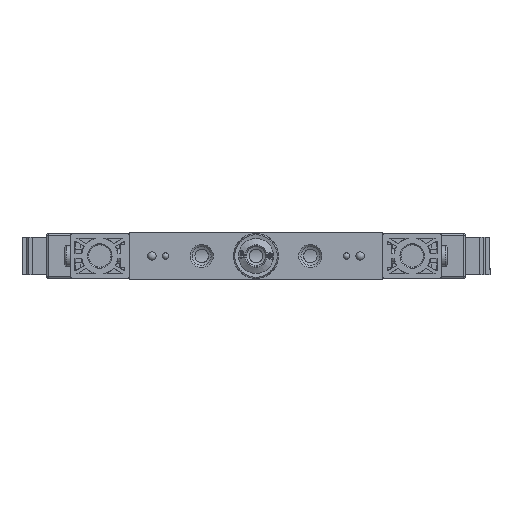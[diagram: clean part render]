
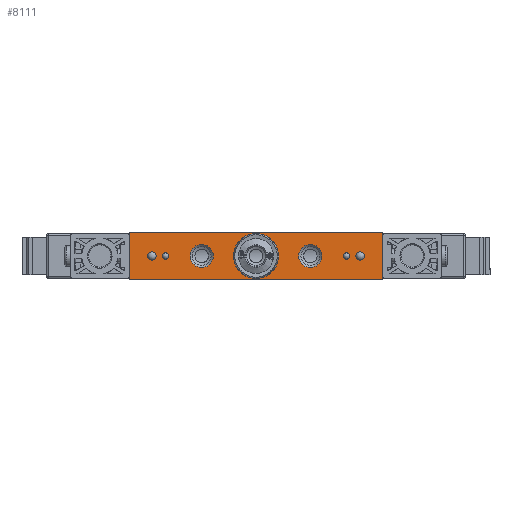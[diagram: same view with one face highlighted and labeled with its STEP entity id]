
A CAD part, front view. The second image highlights one B-rep face of the part: STEP entity #8111.
In plain terms, the highlighted planar face has unit normal (0, -1, 0).
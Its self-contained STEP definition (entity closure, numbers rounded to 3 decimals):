
#8111 = ADVANCED_FACE( '', ( #16656, #16657, #16658, #16659, #16660, #16661, #16662, #16663 ), #16664, .F. );
#16656 = FACE_BOUND( '', #26794, .T. );
#16657 = FACE_BOUND( '', #26795, .T. );
#16658 = FACE_BOUND( '', #26796, .T. );
#16659 = FACE_BOUND( '', #26797, .T. );
#16660 = FACE_BOUND( '', #26798, .T. );
#16661 = FACE_BOUND( '', #26799, .T. );
#16662 = FACE_BOUND( '', #26800, .T. );
#16663 = FACE_OUTER_BOUND( '', #26801, .T. );
#16664 = PLANE( '', #26802 );
#26794 = EDGE_LOOP( '', ( #34101 ) );
#26795 = EDGE_LOOP( '', ( #34102 ) );
#26796 = EDGE_LOOP( '', ( #34103 ) );
#26797 = EDGE_LOOP( '', ( #34104 ) );
#26798 = EDGE_LOOP( '', ( #34105 ) );
#26799 = EDGE_LOOP( '', ( #34106 ) );
#26800 = EDGE_LOOP( '', ( #34107 ) );
#26801 = EDGE_LOOP( '', ( #34108, #34109, #34110, #34111 ) );
#26802 = AXIS2_PLACEMENT_3D( '', #34112, #34113, #34114 );
#34101 = ORIENTED_EDGE( '', *, *, #40912, .T. );
#34102 = ORIENTED_EDGE( '', *, *, #40672, .T. );
#34103 = ORIENTED_EDGE( '', *, *, #40853, .T. );
#34104 = ORIENTED_EDGE( '', *, *, #40866, .T. );
#34105 = ORIENTED_EDGE( '', *, *, #40871, .T. );
#34106 = ORIENTED_EDGE( '', *, *, #40898, .T. );
#34107 = ORIENTED_EDGE( '', *, *, #40896, .T. );
#34108 = ORIENTED_EDGE( '', *, *, #40729, .T. );
#34109 = ORIENTED_EDGE( '', *, *, #40693, .F. );
#34110 = ORIENTED_EDGE( '', *, *, #40764, .F. );
#34111 = ORIENTED_EDGE( '', *, *, #40700, .T. );
#34112 = CARTESIAN_POINT( '', ( -28., -15., 5.25 ) );
#34113 = DIRECTION( '', ( 0., 1., 0. ) );
#34114 = DIRECTION( '', ( -1., 0., 0. ) );
#40672 = EDGE_CURVE( '', #52450, #52450, #52451, .T. );
#40693 = EDGE_CURVE( '', #52489, #52491, #52492, .T. );
#40700 = EDGE_CURVE( '', #52500, #52502, #52504, .T. );
#40729 = EDGE_CURVE( '', #52502, #52491, #52557, .T. );
#40764 = EDGE_CURVE( '', #52500, #52489, #52619, .T. );
#40853 = EDGE_CURVE( '', #52758, #52758, #52759, .T. );
#40866 = EDGE_CURVE( '', #52778, #52778, #52779, .T. );
#40871 = EDGE_CURVE( '', #52788, #52788, #52789, .T. );
#40896 = EDGE_CURVE( '', #52830, #52830, #52831, .T. );
#40898 = EDGE_CURVE( '', #52834, #52834, #52835, .T. );
#40912 = EDGE_CURVE( '', #52860, #52860, #52861, .T. );
#52450 = VERTEX_POINT( '', #58556 );
#52451 = CIRCLE( '', #58557, 0.925 );
#52489 = VERTEX_POINT( '', #58890 );
#52491 = VERTEX_POINT( '', #58893 );
#52492 = LINE( '', #58894, #58895 );
#52500 = VERTEX_POINT( '', #58904 );
#52502 = VERTEX_POINT( '', #58907 );
#52504 = LINE( '', #58910, #58911 );
#52557 = LINE( '', #58997, #58998 );
#52619 = LINE( '', #59168, #59169 );
#52758 = VERTEX_POINT( '', #59458 );
#52759 = CIRCLE( '', #59459, 0.925 );
#52778 = VERTEX_POINT( '', #59524 );
#52779 = CIRCLE( '', #59525, 0.7 );
#52788 = VERTEX_POINT( '', #59534 );
#52789 = CIRCLE( '', #59535, 0.7 );
#52830 = VERTEX_POINT( '', #59807 );
#52831 = CIRCLE( '', #59808, 2.567 );
#52834 = VERTEX_POINT( '', #59811 );
#52835 = CIRCLE( '', #59812, 2.567 );
#52860 = VERTEX_POINT( '', #59839 );
#52861 = CIRCLE( '', #59840, 4.682 );
#58556 = CARTESIAN_POINT( '', ( -22.075, -15., 0. ) );
#58557 = AXIS2_PLACEMENT_3D( '', #61165, #61166, #61167 );
#58890 = CARTESIAN_POINT( '', ( 28., -15., 5.25 ) );
#58893 = CARTESIAN_POINT( '', ( 28., -15., -5.25 ) );
#58894 = CARTESIAN_POINT( '', ( 28., -15., 5.25 ) );
#58895 = VECTOR( '', #61205, 1000. );
#58904 = CARTESIAN_POINT( '', ( -28., -15., 5.25 ) );
#58907 = CARTESIAN_POINT( '', ( -28., -15., -5.25 ) );
#58910 = CARTESIAN_POINT( '', ( -28., -15., 5.25 ) );
#58911 = VECTOR( '', #61218, 1000. );
#58997 = CARTESIAN_POINT( '', ( -28., -15., -5.25 ) );
#58998 = VECTOR( '', #61255, 1000. );
#59168 = CARTESIAN_POINT( '', ( -28., -15., 5.25 ) );
#59169 = VECTOR( '', #61288, 1000. );
#59458 = CARTESIAN_POINT( '', ( 23.925, -15., 0. ) );
#59459 = AXIS2_PLACEMENT_3D( '', #61382, #61383, #61384 );
#59524 = CARTESIAN_POINT( '', ( -19.3, -15., 0. ) );
#59525 = AXIS2_PLACEMENT_3D( '', #61409, #61410, #61411 );
#59534 = CARTESIAN_POINT( '', ( 20.7, -15., 0. ) );
#59535 = AXIS2_PLACEMENT_3D( '', #61424, #61425, #61426 );
#59807 = CARTESIAN_POINT( '', ( -14.567, -15., 0. ) );
#59808 = AXIS2_PLACEMENT_3D( '', #61466, #61467, #61468 );
#59811 = CARTESIAN_POINT( '', ( 9.433, -15., 0. ) );
#59812 = AXIS2_PLACEMENT_3D( '', #61472, #61473, #61474 );
#59839 = CARTESIAN_POINT( '', ( -4.682, -15., 0. ) );
#59840 = AXIS2_PLACEMENT_3D( '', #61510, #61511, #61512 );
#61165 = CARTESIAN_POINT( '', ( -23., -15., 0. ) );
#61166 = DIRECTION( '', ( 0., 1., 0. ) );
#61167 = DIRECTION( '', ( 1., 0., 0. ) );
#61205 = DIRECTION( '', ( 0., 0., -1. ) );
#61218 = DIRECTION( '', ( 0., 0., -1. ) );
#61255 = DIRECTION( '', ( 1., 0., 0. ) );
#61288 = DIRECTION( '', ( 1., 0., 0. ) );
#61382 = CARTESIAN_POINT( '', ( 23., -15., 0. ) );
#61383 = DIRECTION( '', ( 0., 1., 0. ) );
#61384 = DIRECTION( '', ( 1., 0., 0. ) );
#61409 = CARTESIAN_POINT( '', ( -20., -15., 0. ) );
#61410 = DIRECTION( '', ( 0., 1., 0. ) );
#61411 = DIRECTION( '', ( 1., 0., 0. ) );
#61424 = CARTESIAN_POINT( '', ( 20., -15., 0. ) );
#61425 = DIRECTION( '', ( 0., 1., 0. ) );
#61426 = DIRECTION( '', ( 1., 0., 0. ) );
#61466 = CARTESIAN_POINT( '', ( -12., -15., 0. ) );
#61467 = DIRECTION( '', ( 0., 1., 0. ) );
#61468 = DIRECTION( '', ( -1., 0., 0. ) );
#61472 = CARTESIAN_POINT( '', ( 12., -15., 0. ) );
#61473 = DIRECTION( '', ( 0., 1., 0. ) );
#61474 = DIRECTION( '', ( -1., 0., 0. ) );
#61510 = CARTESIAN_POINT( '', ( 0., -15., 0. ) );
#61511 = DIRECTION( '', ( 0., 1., 0. ) );
#61512 = DIRECTION( '', ( -1., 0., 0. ) );
